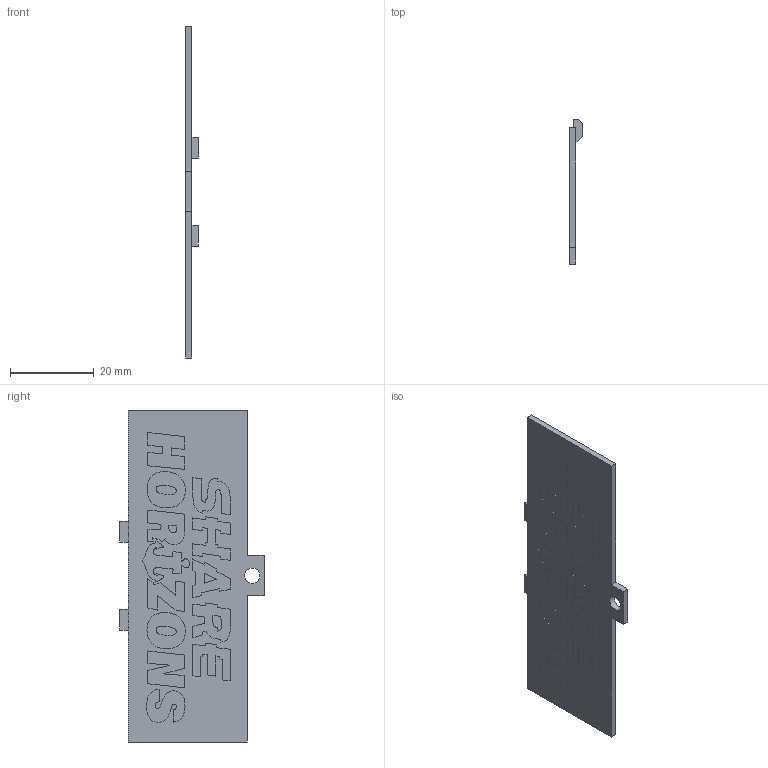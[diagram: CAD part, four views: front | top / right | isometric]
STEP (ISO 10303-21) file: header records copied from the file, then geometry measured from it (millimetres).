
FILE_DESCRIPTION(/* description */ ('STEP AP242','CAx-IF Rec.Pracs.---Representation and Presentation of Product Manufacturing Information (PMI)---4.0---2014-10-13','CAx-IF Rec.Pracs.---3D Tessellated Geometry---0.4---2014-09-14','2;1'),/* implementation_level */ '2;1');
FILE_NAME(/* name */ 'CAMION - TAPA_TRASERA',/* time_stamp */ '2024-12-22T14:43:55Z',/* author */ (''),/* organization */ (''),/* preprocessor_version */ 'ST-DEVELOPER v20',/* originating_system */ 'ONSHAPE BY PTC INC, 1.191',/* authorisation */ ' ');
FILE_SCHEMA (('AP242_MANAGED_MODEL_BASED_3D_ENGINEERING_MIM_LF { 1 0 10303 442 1 1 4 }'));
Length unit declared in the file: metre
Products named in the file (1): TAPA_TRASERA
Bounding box: 3 x 34.4 x 79.1 mm (x, y, z)
Volume: 3453.2 mm3; surface area: 5017.6 mm2
Topology: 1 solids, 1 shells, 321 faces, 903 edges, 602 vertices
Faces by surface type: plane 208, bspline 85, cylinder 28
Full cylindrical faces by diameter (mm): 3.6 x1
Entity records: 11375 total; most frequent: CARTESIAN_POINT 3453, ORIENTED_EDGE 1804, DIRECTION 1286, EDGE_CURVE 902, LINE 676, VECTOR 676, VERTEX_POINT 602, EDGE_LOOP 342
